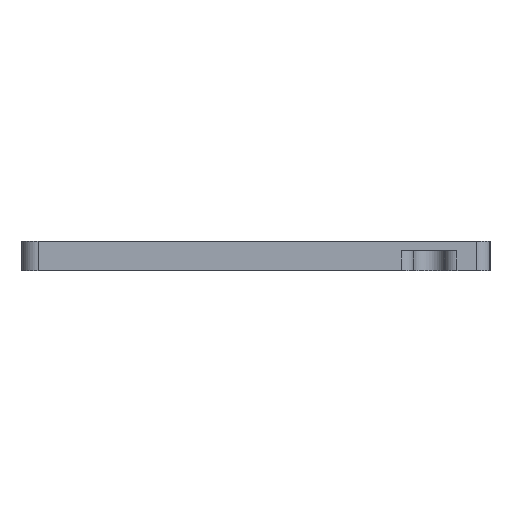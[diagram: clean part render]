
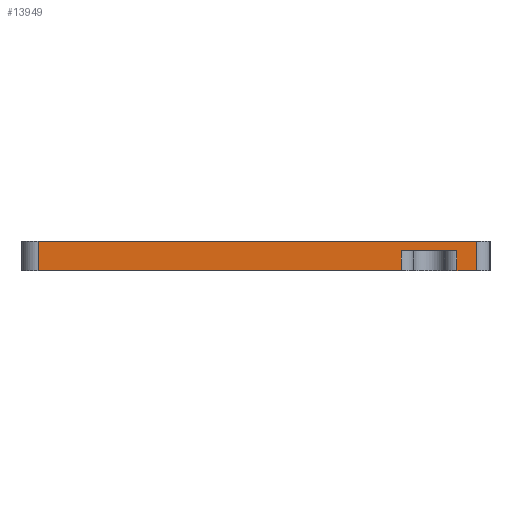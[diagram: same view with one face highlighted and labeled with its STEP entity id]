
A CAD part, left-side view. The second image highlights one B-rep face of the part: STEP entity #13949.
In plain terms, the highlighted planar face has unit normal (-1, 0, 0).
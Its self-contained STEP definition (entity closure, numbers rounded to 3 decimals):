
#86=PLANE('',#14696);
#412=FACE_OUTER_BOUND('',#1143,.T.);
#1143=EDGE_LOOP('',(#9166,#9167,#9168,#9169,#9170,#9171,#9172,#9173));
#1944=LINE('',#20708,#3322);
#1946=LINE('',#20714,#3324);
#1947=LINE('',#20716,#3325);
#1948=LINE('',#20718,#3326);
#1949=LINE('',#20720,#3327);
#1950=LINE('',#20722,#3328);
#1951=LINE('',#20724,#3329);
#1952=LINE('',#20725,#3330);
#3322=VECTOR('',#16242,10.);
#3324=VECTOR('',#16248,10.);
#3325=VECTOR('',#16249,10.);
#3326=VECTOR('',#16250,10.);
#3327=VECTOR('',#16251,10.);
#3328=VECTOR('',#16252,10.);
#3329=VECTOR('',#16253,10.);
#3330=VECTOR('',#16254,10.);
#5513=VERTEX_POINT('',#20705);
#5514=VERTEX_POINT('',#20707);
#5516=VERTEX_POINT('',#20713);
#5517=VERTEX_POINT('',#20715);
#5518=VERTEX_POINT('',#20717);
#5519=VERTEX_POINT('',#20719);
#5520=VERTEX_POINT('',#20721);
#5521=VERTEX_POINT('',#20723);
#6973=EDGE_CURVE('',#5513,#5514,#1944,.T.);
#6976=EDGE_CURVE('',#5516,#5514,#1946,.T.);
#6977=EDGE_CURVE('',#5513,#5517,#1947,.T.);
#6978=EDGE_CURVE('',#5517,#5518,#1948,.T.);
#6979=EDGE_CURVE('',#5519,#5518,#1949,.T.);
#6980=EDGE_CURVE('',#5520,#5519,#1950,.T.);
#6981=EDGE_CURVE('',#5520,#5521,#1951,.T.);
#6982=EDGE_CURVE('',#5516,#5521,#1952,.T.);
#9166=ORIENTED_EDGE('',*,*,#6976,.T.);
#9167=ORIENTED_EDGE('',*,*,#6973,.F.);
#9168=ORIENTED_EDGE('',*,*,#6977,.T.);
#9169=ORIENTED_EDGE('',*,*,#6978,.T.);
#9170=ORIENTED_EDGE('',*,*,#6979,.F.);
#9171=ORIENTED_EDGE('',*,*,#6980,.F.);
#9172=ORIENTED_EDGE('',*,*,#6981,.T.);
#9173=ORIENTED_EDGE('',*,*,#6982,.F.);
#13949=ADVANCED_FACE('',(#412),#86,.T.);
#14696=AXIS2_PLACEMENT_3D('',#20712,#16246,#16247);
#16242=DIRECTION('',(0.,0.,1.));
#16246=DIRECTION('center_axis',(-1.,0.,0.));
#16247=DIRECTION('ref_axis',(0.,-1.,0.));
#16248=DIRECTION('',(0.,-1.,0.));
#16249=DIRECTION('',(0.,-1.,0.));
#16250=DIRECTION('',(0.,0.,1.));
#16251=DIRECTION('',(0.,-1.,0.));
#16252=DIRECTION('',(0.,0.,1.));
#16253=DIRECTION('',(0.,-1.,0.));
#16254=DIRECTION('',(0.,0.,-1.));
#20705=CARTESIAN_POINT('',(15.404,16.09,0.));
#20707=CARTESIAN_POINT('',(15.404,16.09,3.25));
#20708=CARTESIAN_POINT('',(15.404,16.09,0.));
#20712=CARTESIAN_POINT('Origin',(15.404,84.499,0.));
#20713=CARTESIAN_POINT('',(15.404,25.19,3.25));
#20714=CARTESIAN_POINT('',(15.404,52.57,3.25));
#20715=CARTESIAN_POINT('',(15.404,12.949,0.));
#20716=CARTESIAN_POINT('',(15.404,84.499,0.));
#20717=CARTESIAN_POINT('',(15.404,12.949,4.75));
#20718=CARTESIAN_POINT('',(15.404,12.949,0.));
#20719=CARTESIAN_POINT('',(15.404,84.499,4.75));
#20720=CARTESIAN_POINT('',(15.404,84.499,4.75));
#20721=CARTESIAN_POINT('',(15.404,84.499,0.));
#20722=CARTESIAN_POINT('',(15.404,84.499,0.));
#20723=CARTESIAN_POINT('',(15.404,25.19,0.));
#20724=CARTESIAN_POINT('',(15.404,84.499,0.));
#20725=CARTESIAN_POINT('',(15.404,25.19,0.));
